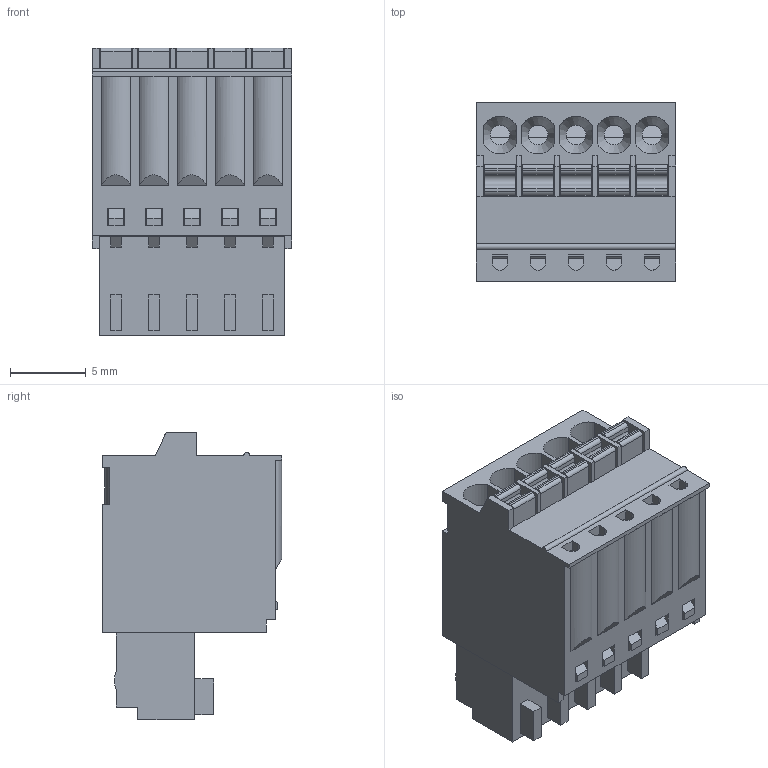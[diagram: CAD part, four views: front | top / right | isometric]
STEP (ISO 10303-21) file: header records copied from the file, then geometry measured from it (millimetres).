
FILE_DESCRIPTION( ( 'Unknown' ), '1' );
FILE_NAME( '691381000005.stp', 'Unknown', ( 'Unknown' ), ( 'Unknown' ), 'PSStep 19.0.9', 'Unknown', ' ' );
FILE_SCHEMA( ( 'AUTOMOTIVE_DESIGN { 1 0 10303 214 1 1 1 1 }' ) );
Length unit declared in the file: millimetre
Products named in the file (6): Assem1; 691381000005; 691381000005_BAS; 6913810000xx_Levier; 6913810000xx; 6913810000xx_LAME
Assembly tree (17 placements, depth 2):
  Assem1
    691381000005
    691381000005_BAS
    6913810000xx_Levier  x5
    6913810000xx  x5
    6913810000xx_LAME  x5
Bounding box: 13.1 x 11.8 x 18.95 mm (x, y, z)
Volume: 1291 mm3; surface area: 4773.7 mm2
Topology: 17 solids, 17 shells, 1257 faces, 3501 edges, 2273 vertices
Faces by surface type: plane 1004, cylinder 243, cone 10
Full cylindrical faces by diameter (mm): 1.3 x5
Entity records: 28818 total; most frequent: CARTESIAN_POINT 4214, ORIENTED_EDGE 4046, DIRECTION 3640, EDGE_CURVE 2023, LINE 1840, VECTOR 1840, VERTEX_POINT 1334, AXIS2_PLACEMENT_3D 900
